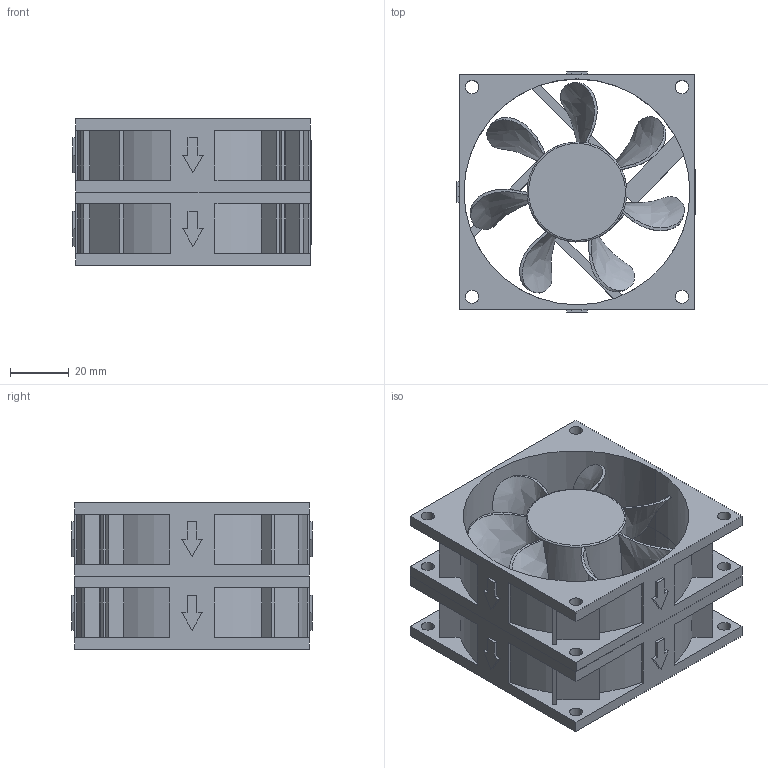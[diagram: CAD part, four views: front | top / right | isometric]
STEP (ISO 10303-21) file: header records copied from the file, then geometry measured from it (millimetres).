
FILE_DESCRIPTION (( 'STEP AP214' ), '1' );
FILE_NAME ('SAN ACE 80 FAN.STEP', '2013-12-18T02:47:29', ( '' ), ( '' ), 'SwSTEP 2.0', 'SolidWorks 2013', '' );
FILE_SCHEMA (( 'AUTOMOTIVE_DESIGN' ));
Length unit declared in the file: inch
Products named in the file (3): SAN ACE 80 FAN; LABEL SAN ACE 80; San Ace 80
Assembly tree (3 placements, depth 2):
  SAN ACE 80 FAN
    San Ace 80  x2
    LABEL SAN ACE 80
Bounding box: 81.33 x 82 x 50 mm (x, y, z)
Volume: 92089.6 mm3; surface area: 71327.8 mm2
Topology: 5 solids, 5 shells, 453 faces, 1268 edges, 836 vertices
Faces by surface type: plane 275, bspline 102, cylinder 76
Entity records: 17173 total; most frequent: CARTESIAN_POINT 7733, ORIENTED_EDGE 1586, DIRECTION 1184, EDGE_CURVE 793, LINE 524, VECTOR 524, VERTEX_POINT 524, AXIS2_PLACEMENT_3D 330
